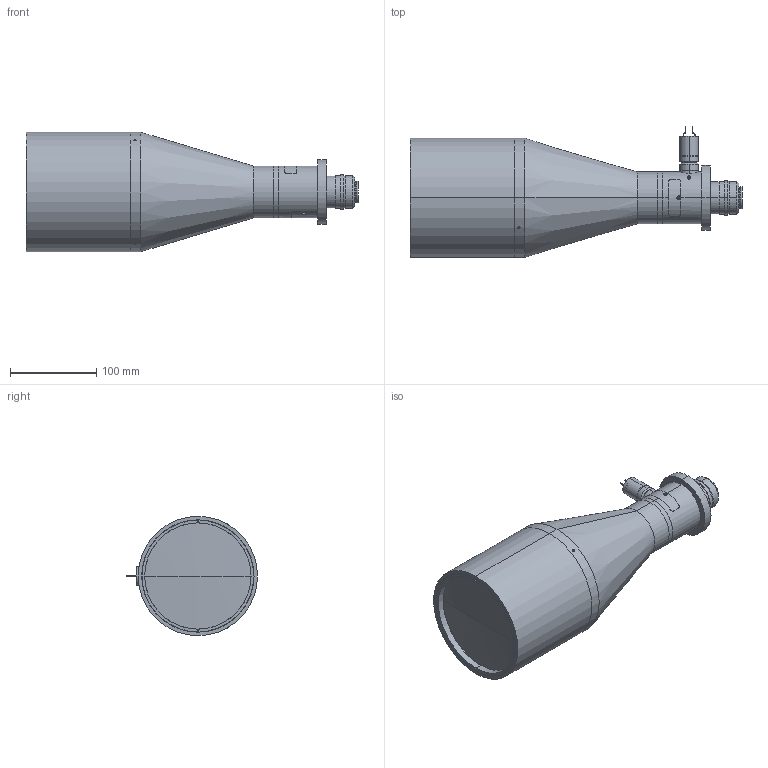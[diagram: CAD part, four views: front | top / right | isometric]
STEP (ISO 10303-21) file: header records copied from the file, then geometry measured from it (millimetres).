
FILE_DESCRIPTION (( 'STEP AP203' ), '1' );
FILE_NAME ('S5LPL1523_LED_01.STEP', '2022-03-03T08:34:21', ( '' ), ( '' ), 'SwSTEP 2.0', 'SolidWorks 2021', '' );
FILE_SCHEMA (( 'CONFIG_CONTROL_DESIGN' ));
Length unit declared in the file: millimetre
Products named in the file (39): 163501; S5LAO1520_078; S5FIL0201; 053710; 134318; O-Ring 15x1; 111310; DIN 912 M2 x 10 --- 10N_DIN 912 M2 x 10 --- 10N; Anschlußkabel 300 mm^134301; 134316; DIN 914 - M3 x 4-N_DIN 914 - M3 x 4-N; 385205; S5LAO4024_078; 097108; 134301; 134319; 266405; 239407; 111307; 111311; 95522; 385204; 134330; 134317; 385209; S5ELE1365; S5LDX1520_078; S5LED0011; 518003; S0DIF1363; 518001; 385208; 385201; 518004; S5LPL1523_LED_01; S5LDX4023; 518002; DIN 912 M2 x 4 --- 4N_DIN 912 M2 x 4 --- 4N; _DIN 913 - M3 x 3-N
Assembly tree (43 placements, depth 4):
  S5LPL1523_LED_01
    S5LAO1520_078
      S5LDX1520_078
    111307
    111310
    111311
    097108
    266405
    239407
    _DIN 913 - M3 x 3-N  x3
    163501
      134316  x2
      S0DIF1363
      S5FIL0201
      134301
        134317
        134319
        134330
        S5ELE1365
        S5LED0011
        Anschlußkabel 300 mm^134301  x2
      053710
      134318
    385201
      S5LAO4024_078
        S5LDX4023
      95522
      385204
      385205
      385208
      385209
    518001
      518002
      518003
      518004
      O-Ring 15x1
      DIN 912 M2 x 10 --- 10N_DIN 912 M2 x 10 --- 10N
      DIN 912 M2 x 4 --- 4N_DIN 912 M2 x 4 --- 4N  x2
      DIN 914 - M3 x 4-N_DIN 914 - M3 x 4-N
Bounding box: 384.08 x 151.63 x 138 mm (x, y, z)
Volume: 1043278.1 mm3; surface area: 347189.1 mm2
Topology: 37 solids, 37 shells, 880 faces, 1999 edges, 1236 vertices
Faces by surface type: cylinder 347, plane 288, cone 132, torus 104, sphere 9
Entity records: 27255 total; most frequent: CARTESIAN_POINT 4803, DIRECTION 4240, ORIENTED_EDGE 3494, AXIS2_PLACEMENT_3D 1751, EDGE_CURVE 1747, VERTEX_POINT 1092, CIRCLE 931, EDGE_LOOP 885
